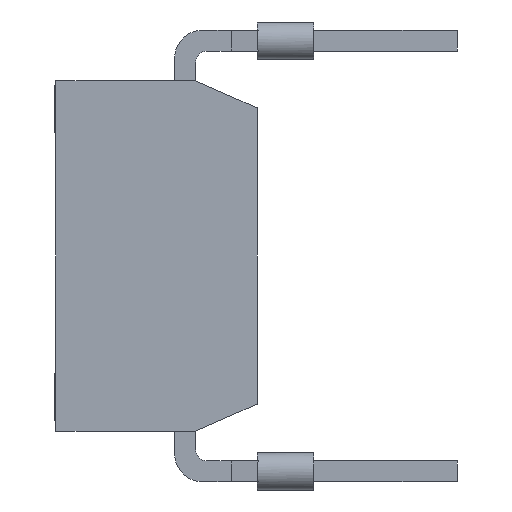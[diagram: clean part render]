
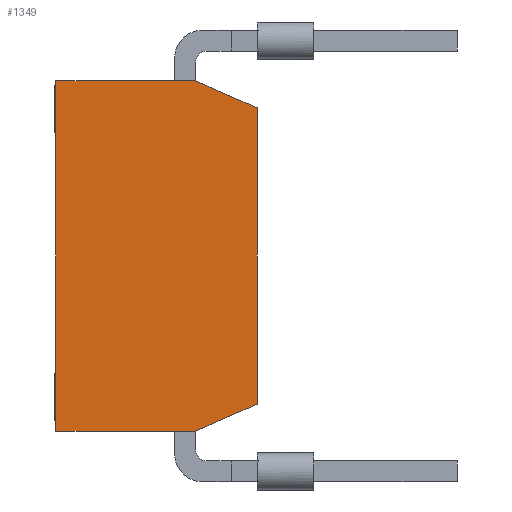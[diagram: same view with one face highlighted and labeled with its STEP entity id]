
A CAD part, left-side view. The second image highlights one B-rep face of the part: STEP entity #1349.
In plain terms, the highlighted planar face has unit normal (-1, 0, 0).
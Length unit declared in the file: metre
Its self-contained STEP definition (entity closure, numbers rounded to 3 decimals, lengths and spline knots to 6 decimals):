
#1349 = ADVANCED_FACE( '', ( #3161 ), #3162, .F. );
#3161 = FACE_OUTER_BOUND( '', #5556, .T. );
#3162 = PLANE( '', #5557 );
#5556 = EDGE_LOOP( '', ( #9358, #9359, #9360, #9361, #9362, #9363 ) );
#5557 = AXIS2_PLACEMENT_3D( '', #9364, #9365, #9366 );
#9358 = ORIENTED_EDGE( '', *, *, #15024, .T. );
#9359 = ORIENTED_EDGE( '', *, *, #15988, .T. );
#9360 = ORIENTED_EDGE( '', *, *, #15904, .T. );
#9361 = ORIENTED_EDGE( '', *, *, #15989, .T. );
#9362 = ORIENTED_EDGE( '', *, *, #15325, .F. );
#9363 = ORIENTED_EDGE( '', *, *, #15228, .F. );
#9364 = CARTESIAN_POINT( '', ( 0., 0.00356, 0. ) );
#9365 = DIRECTION( '', ( 1., 0., 0. ) );
#9366 = DIRECTION( '', ( 0., 0., -1. ) );
#15024 = EDGE_CURVE( '', #17513, #17511, #17514, .T. );
#15228 = EDGE_CURVE( '', #17513, #17881, #17882, .T. );
#15325 = EDGE_CURVE( '', #17881, #18049, #18050, .T. );
#15904 = EDGE_CURVE( '', #19012, #19014, #19016, .T. );
#15988 = EDGE_CURVE( '', #17511, #19012, #19147, .T. );
#15989 = EDGE_CURVE( '', #19014, #18049, #19148, .T. );
#17511 = VERTEX_POINT( '', #21193 );
#17513 = VERTEX_POINT( '', #21196 );
#17514 = LINE( '', #21197, #21198 );
#17881 = VERTEX_POINT( '', #22082 );
#17882 = LINE( '', #22083, #22084 );
#18049 = VERTEX_POINT( '', #22404 );
#18050 = LINE( '', #22405, #22406 );
#19012 = VERTEX_POINT( '', #24870 );
#19014 = VERTEX_POINT( '', #24873 );
#19016 = LINE( '', #24876, #24877 );
#19147 = LINE( '', #25087, #25088 );
#19148 = LINE( '', #25089, #25090 );
#21193 = CARTESIAN_POINT( '', ( 0., 0.00109, -0.0062 ) );
#21196 = CARTESIAN_POINT( '', ( 0., 0.00356, -0.0062 ) );
#21197 = CARTESIAN_POINT( '', ( 0., 0.00356, -0.0062 ) );
#21198 = VECTOR( '', #29366, 1. );
#22082 = CARTESIAN_POINT( '', ( 0., 0.00356, 0. ) );
#22083 = CARTESIAN_POINT( '', ( 0., 0.00356, 0. ) );
#22084 = VECTOR( '', #29529, 1. );
#22404 = CARTESIAN_POINT( '', ( 0., 0.00109, 0. ) );
#22405 = CARTESIAN_POINT( '', ( 0., 0.00356, 0. ) );
#22406 = VECTOR( '', #29622, 1. );
#24870 = CARTESIAN_POINT( '', ( 0., 0., -0.00572 ) );
#24873 = CARTESIAN_POINT( '', ( 0., 0., -0.00048 ) );
#24876 = CARTESIAN_POINT( '', ( 0., 0., 0. ) );
#24877 = VECTOR( '', #30098, 1. );
#25087 = CARTESIAN_POINT( '', ( 0., 0.00109, -0.0062 ) );
#25088 = VECTOR( '', #30172, 1. );
#25089 = CARTESIAN_POINT( '', ( 0., 0., -0.00048 ) );
#25090 = VECTOR( '', #30173, 1. );
#29366 = DIRECTION( '', ( 0., -1., 0. ) );
#29529 = DIRECTION( '', ( 0., 0., 1. ) );
#29622 = DIRECTION( '', ( 0., -1., 0. ) );
#30098 = DIRECTION( '', ( 0., 0., 1. ) );
#30172 = DIRECTION( '', ( 0., -0.915, 0.403 ) );
#30173 = DIRECTION( '', ( 0., 0.915, 0.403 ) );
